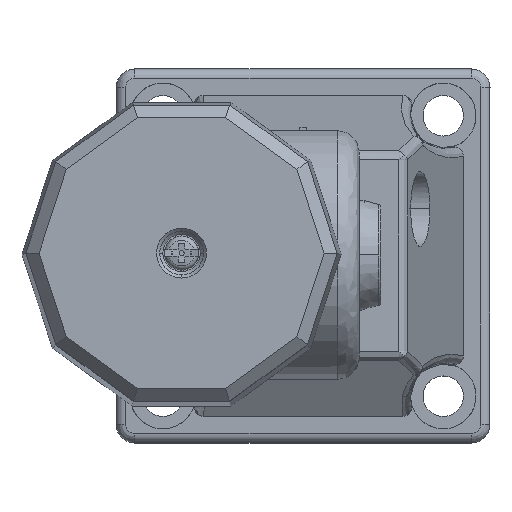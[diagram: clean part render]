
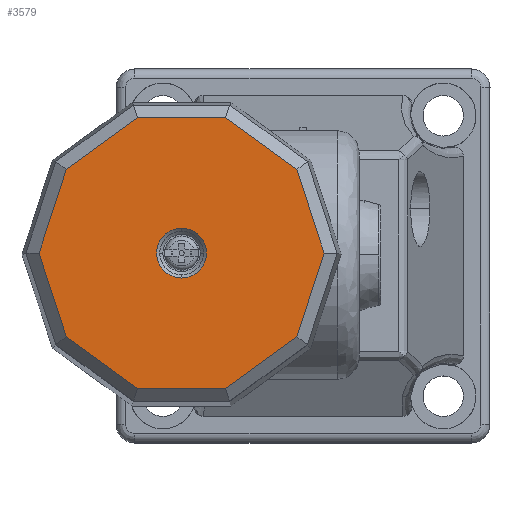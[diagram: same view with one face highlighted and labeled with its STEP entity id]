
A CAD part, top view. The second image highlights one B-rep face of the part: STEP entity #3579.
In plain terms, the highlighted planar face has unit normal (0, 0, 1).
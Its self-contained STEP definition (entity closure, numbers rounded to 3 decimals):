
#2811=CARTESIAN_POINT('',(-19.5,-4.,276.));
#2812=VERTEX_POINT('',#2811);
#2821=CARTESIAN_POINT('',(-19.5,4.,276.));
#2822=VERTEX_POINT('',#2821);
#2823=CARTESIAN_POINT('',(-19.5,0.,276.));
#2824=DIRECTION('',(0.0,0.0,1.0));
#2825=DIRECTION('',(0.0,-1.0,0.0));
#2826=AXIS2_PLACEMENT_3D('',#2823,#2824,#2825);
#2827=CIRCLE('',#2826,4.0);
#2828=EDGE_CURVE('',#2812,#2822,#2827,.T.);
#3317=CARTESIAN_POINT('',(-26.567,-21.75,276.));
#3318=VERTEX_POINT('',#3317);
#3319=CARTESIAN_POINT('',(-38.002,-13.442,276.));
#3320=VERTEX_POINT('',#3319);
#3321=CARTESIAN_POINT('',(-26.567,-21.75,276.));
#3322=DIRECTION('',(-0.809,0.588,0.0));
#3323=VECTOR('',#3322,14.134);
#3324=LINE('',#3321,#3323);
#3325=EDGE_CURVE('',#3318,#3320,#3324,.T.);
#3348=CARTESIAN_POINT('',(-42.369,0.,276.));
#3349=VERTEX_POINT('',#3348);
#3350=CARTESIAN_POINT('',(-38.002,-13.442,276.));
#3351=DIRECTION('',(-0.309,0.951,0.0));
#3352=VECTOR('',#3351,14.134);
#3353=LINE('',#3350,#3352);
#3354=EDGE_CURVE('',#3320,#3349,#3353,.T.);
#3372=CARTESIAN_POINT('',(-38.002,13.442,276.));
#3373=VERTEX_POINT('',#3372);
#3374=CARTESIAN_POINT('',(-42.369,0.,276.));
#3375=DIRECTION('',(0.309,0.951,0.0));
#3376=VECTOR('',#3375,14.134);
#3377=LINE('',#3374,#3376);
#3378=EDGE_CURVE('',#3349,#3373,#3377,.T.);
#3396=CARTESIAN_POINT('',(-26.567,21.75,276.));
#3397=VERTEX_POINT('',#3396);
#3398=CARTESIAN_POINT('',(-38.002,13.442,276.));
#3399=DIRECTION('',(0.809,0.588,0.0));
#3400=VECTOR('',#3399,14.134);
#3401=LINE('',#3398,#3400);
#3402=EDGE_CURVE('',#3373,#3397,#3401,.T.);
#3420=CARTESIAN_POINT('',(-12.433,21.75,276.));
#3421=VERTEX_POINT('',#3420);
#3422=CARTESIAN_POINT('',(-26.567,21.75,276.));
#3423=DIRECTION('',(1.0,0.0,0.0));
#3424=VECTOR('',#3423,14.134);
#3425=LINE('',#3422,#3424);
#3426=EDGE_CURVE('',#3397,#3421,#3425,.T.);
#3444=CARTESIAN_POINT('',(-0.998,13.442,276.));
#3445=VERTEX_POINT('',#3444);
#3446=CARTESIAN_POINT('',(-12.433,21.75,276.));
#3447=DIRECTION('',(0.809,-0.588,0.0));
#3448=VECTOR('',#3447,14.134);
#3449=LINE('',#3446,#3448);
#3450=EDGE_CURVE('',#3421,#3445,#3449,.T.);
#3468=CARTESIAN_POINT('',(3.369,0.,276.));
#3469=VERTEX_POINT('',#3468);
#3470=CARTESIAN_POINT('',(-0.998,13.442,276.));
#3471=DIRECTION('',(0.309,-0.951,0.0));
#3472=VECTOR('',#3471,14.134);
#3473=LINE('',#3470,#3472);
#3474=EDGE_CURVE('',#3445,#3469,#3473,.T.);
#3492=CARTESIAN_POINT('',(-0.998,-13.442,276.));
#3493=VERTEX_POINT('',#3492);
#3494=CARTESIAN_POINT('',(3.369,0.,276.));
#3495=DIRECTION('',(-0.309,-0.951,0.0));
#3496=VECTOR('',#3495,14.134);
#3497=LINE('',#3494,#3496);
#3498=EDGE_CURVE('',#3469,#3493,#3497,.T.);
#3516=CARTESIAN_POINT('',(-12.433,-21.75,276.));
#3517=VERTEX_POINT('',#3516);
#3518=CARTESIAN_POINT('',(-0.998,-13.442,276.));
#3519=DIRECTION('',(-0.809,-0.588,0.0));
#3520=VECTOR('',#3519,14.134);
#3521=LINE('',#3518,#3520);
#3522=EDGE_CURVE('',#3493,#3517,#3521,.T.);
#3540=CARTESIAN_POINT('',(-12.433,-21.75,276.));
#3541=DIRECTION('',(-1.0,0.0,0.0));
#3542=VECTOR('',#3541,14.134);
#3543=LINE('',#3540,#3542);
#3544=EDGE_CURVE('',#3517,#3318,#3543,.T.);
#3552=CARTESIAN_POINT('',(5.656,-23.925,276.));
#3553=DIRECTION('',(0.0,0.0,1.0));
#3554=DIRECTION('',(1.0,0.0,0.0));
#3555=AXIS2_PLACEMENT_3D('',#3552,#3553,#3554);
#3556=PLANE('',#3555);
#3557=ORIENTED_EDGE('',*,*,#3325,.F.);
#3558=ORIENTED_EDGE('',*,*,#3544,.F.);
#3559=ORIENTED_EDGE('',*,*,#3522,.F.);
#3560=ORIENTED_EDGE('',*,*,#3498,.F.);
#3561=ORIENTED_EDGE('',*,*,#3474,.F.);
#3562=ORIENTED_EDGE('',*,*,#3450,.F.);
#3563=ORIENTED_EDGE('',*,*,#3426,.F.);
#3564=ORIENTED_EDGE('',*,*,#3402,.F.);
#3565=ORIENTED_EDGE('',*,*,#3378,.F.);
#3566=ORIENTED_EDGE('',*,*,#3354,.F.);
#3567=EDGE_LOOP('',(#3557,#3558,#3559,#3560,#3561,#3562,#3563,#3564,#3565,#3566));
#3568=FACE_OUTER_BOUND('',#3567,.T.);
#3569=CARTESIAN_POINT('',(-19.5,0.,276.));
#3570=DIRECTION('',(0.0,0.0,1.0));
#3571=DIRECTION('',(0.0,-1.0,0.0));
#3572=AXIS2_PLACEMENT_3D('',#3569,#3570,#3571);
#3573=CIRCLE('',#3572,4.0);
#3574=EDGE_CURVE('',#2822,#2812,#3573,.T.);
#3575=ORIENTED_EDGE('',*,*,#3574,.F.);
#3576=ORIENTED_EDGE('',*,*,#2828,.F.);
#3577=EDGE_LOOP('',(#3575,#3576));
#3578=FACE_BOUND('',#3577,.T.);
#3579=ADVANCED_FACE('',(#3568,#3578),#3556,.T.);
